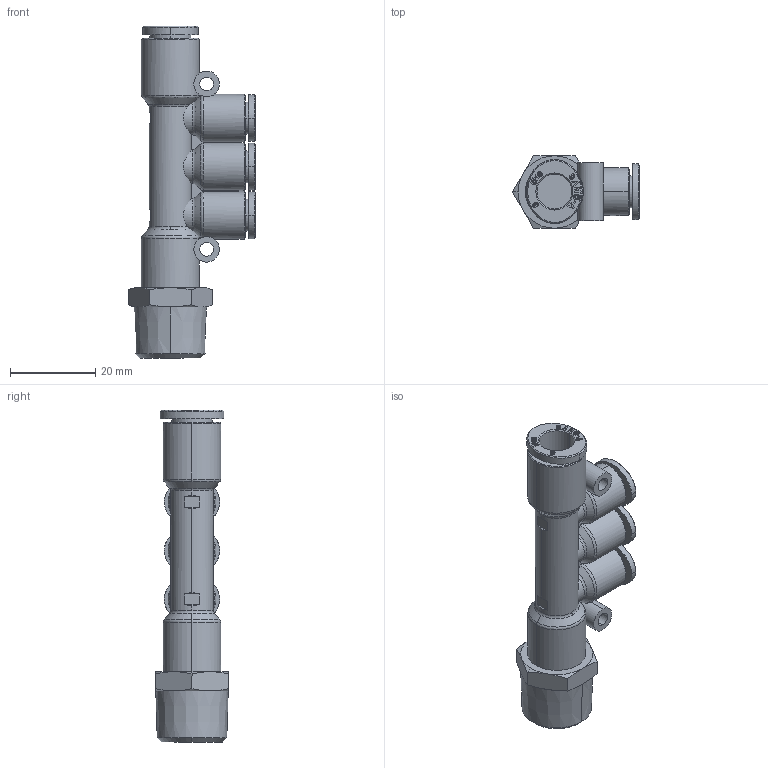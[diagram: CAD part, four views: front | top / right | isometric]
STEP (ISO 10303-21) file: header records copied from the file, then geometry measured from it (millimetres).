
FILE_DESCRIPTION (( 'STEP AP214' ), '1' );
FILE_NAME ('PKD08-06-03.stp', '2015-09-16T10:23:42', ( '' ), ( '' ), 'SwSTEP 2.0', 'SolidWorks 2015', '' );
FILE_SCHEMA (( 'AUTOMOTIVE_DESIGN' ));
Length unit declared in the file: millimetre
Products named in the file (2): ｦ+ﾃｦ2; PKD08-06-03
Assembly tree (1 placements, depth 2):
  PKD08-06-03
    ｦ+ﾃｦ2
Bounding box: 29.77 x 17 x 77.9 mm (x, y, z)
Volume: 11526.5 mm3; surface area: 8365.7 mm2
Topology: 1 solids, 1 shells, 1143 faces, 3208 edges, 2125 vertices
Faces by surface type: plane 869, bspline 136, cylinder 78, cone 49, torus 11
Entity records: 42579 total; most frequent: CARTESIAN_POINT 13039, ORIENTED_EDGE 6412, DIRECTION 5057, EDGE_CURVE 3206, LINE 2553, VECTOR 2553, VERTEX_POINT 2125, AXIS2_PLACEMENT_3D 1252
